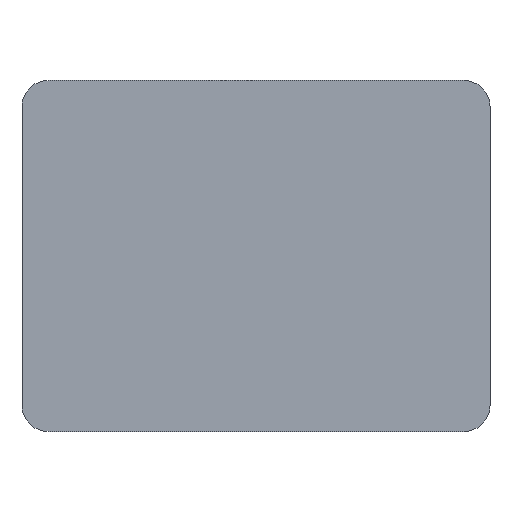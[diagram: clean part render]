
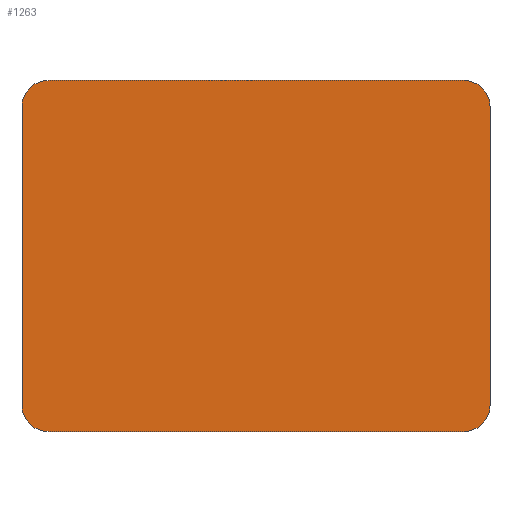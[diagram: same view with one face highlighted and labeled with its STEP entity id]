
A CAD part, front view. The second image highlights one B-rep face of the part: STEP entity #1263.
In plain terms, the highlighted planar face has unit normal (0, -1, 0).
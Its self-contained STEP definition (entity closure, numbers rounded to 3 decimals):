
#65 = CIRCLE ( 'NONE', #96, 2. ) ;
#68 = VECTOR ( 'NONE', #785, 1000. ) ;
#96 = AXIS2_PLACEMENT_3D ( 'NONE', #1354, #724, #606 ) ;
#113 = ORIENTED_EDGE ( 'NONE', *, *, #1502, .F. ) ;
#126 = DIRECTION ( 'NONE',  ( 0., 0., -1. ) ) ;
#133 = ORIENTED_EDGE ( 'NONE', *, *, #250, .T. ) ;
#157 = LINE ( 'NONE', #277, #68 ) ;
#172 = CARTESIAN_POINT ( 'NONE',  ( 16., 0., 11.5 ) ) ;
#188 = CARTESIAN_POINT ( 'NONE',  ( 16., 0., -13.5 ) ) ;
#246 = CARTESIAN_POINT ( 'NONE',  ( -18., 0., 13.5 ) ) ;
#250 = EDGE_CURVE ( 'NONE', #1255, #260, #65, .T. ) ;
#260 = VERTEX_POINT ( 'NONE', #700 ) ;
#277 = CARTESIAN_POINT ( 'NONE',  ( 18., 0., 13.5 ) ) ;
#328 = DIRECTION ( 'NONE',  ( 0., 0., -1. ) ) ;
#352 = DIRECTION ( 'NONE',  ( 0., -1., 0. ) ) ;
#359 = CARTESIAN_POINT ( 'NONE',  ( -16., 0., 11.5 ) ) ;
#424 = VERTEX_POINT ( 'NONE', #1376 ) ;
#452 = ORIENTED_EDGE ( 'NONE', *, *, #601, .T. ) ;
#468 = DIRECTION ( 'NONE',  ( 0., -1., 0. ) ) ;
#512 = CARTESIAN_POINT ( 'NONE',  ( -18., 0., -13.5 ) ) ;
#534 = ORIENTED_EDGE ( 'NONE', *, *, #1214, .F. ) ;
#552 = CARTESIAN_POINT ( 'NONE',  ( 18., 0., -11.5 ) ) ;
#576 = FACE_OUTER_BOUND ( 'NONE', #630, .T. ) ;
#580 = VECTOR ( 'NONE', #1581, 1000. ) ;
#601 = EDGE_CURVE ( 'NONE', #424, #671, #1128, .T. ) ;
#606 = DIRECTION ( 'NONE',  ( 0., 0., -1. ) ) ;
#630 = EDGE_LOOP ( 'NONE', ( #659, #1517, #1141, #133, #113, #1210, #534, #452 ) ) ;
#659 = ORIENTED_EDGE ( 'NONE', *, *, #1202, .F. ) ;
#671 = VERTEX_POINT ( 'NONE', #828 ) ;
#682 = DIRECTION ( 'NONE',  ( 0., -1., 0. ) ) ;
#686 = CARTESIAN_POINT ( 'NONE',  ( -18., 0., 13.5 ) ) ;
#700 = CARTESIAN_POINT ( 'NONE',  ( -16., 0., -13.5 ) ) ;
#724 = DIRECTION ( 'NONE',  ( 0., -1., 0. ) ) ;
#755 = VERTEX_POINT ( 'NONE', #552 ) ;
#765 = VERTEX_POINT ( 'NONE', #188 ) ;
#785 = DIRECTION ( 'NONE',  ( 0., 0., -1. ) ) ;
#789 = VECTOR ( 'NONE', #1125, 1000. ) ;
#822 = CARTESIAN_POINT ( 'NONE',  ( 0., 0., 0. ) ) ;
#828 = CARTESIAN_POINT ( 'NONE',  ( 16., 0., 13.5 ) ) ;
#859 = EDGE_CURVE ( 'NONE', #765, #755, #935, .T. ) ;
#935 = CIRCLE ( 'NONE', #1576, 2. ) ;
#953 = VECTOR ( 'NONE', #1134, 1000. ) ;
#957 = CARTESIAN_POINT ( 'NONE',  ( -18., 0., -11.5 ) ) ;
#982 = PLANE ( 'NONE',  #1243 ) ;
#1054 = LINE ( 'NONE', #686, #580 ) ;
#1114 = VERTEX_POINT ( 'NONE', #1291 ) ;
#1125 = DIRECTION ( 'NONE',  ( -1., 0., 0. ) ) ;
#1128 = CIRCLE ( 'NONE', #1206, 2. ) ;
#1131 = AXIS2_PLACEMENT_3D ( 'NONE', #359, #352, #126 ) ;
#1134 = DIRECTION ( 'NONE',  ( 0., 0., 1. ) ) ;
#1141 = ORIENTED_EDGE ( 'NONE', *, *, #1512, .F. ) ;
#1189 = DIRECTION ( 'NONE',  ( 0., 0., -1. ) ) ;
#1202 = EDGE_CURVE ( 'NONE', #1613, #671, #1054, .T. ) ;
#1206 = AXIS2_PLACEMENT_3D ( 'NONE', #172, #682, #1189 ) ;
#1208 = DIRECTION ( 'NONE',  ( 0., -1., 0. ) ) ;
#1210 = ORIENTED_EDGE ( 'NONE', *, *, #859, .T. ) ;
#1214 = EDGE_CURVE ( 'NONE', #424, #755, #157, .T. ) ;
#1243 = AXIS2_PLACEMENT_3D ( 'NONE', #822, #1208, #1491 ) ;
#1255 = VERTEX_POINT ( 'NONE', #957 ) ;
#1263 = ADVANCED_FACE ( 'NONE', ( #576 ), #982, .T. ) ;
#1272 = LINE ( 'NONE', #512, #789 ) ;
#1291 = CARTESIAN_POINT ( 'NONE',  ( -18., 0., 11.5 ) ) ;
#1354 = CARTESIAN_POINT ( 'NONE',  ( -16., 0., -11.5 ) ) ;
#1376 = CARTESIAN_POINT ( 'NONE',  ( 18., 0., 11.5 ) ) ;
#1402 = LINE ( 'NONE', #246, #953 ) ;
#1450 = EDGE_CURVE ( 'NONE', #1613, #1114, #1482, .T. ) ;
#1465 = CARTESIAN_POINT ( 'NONE',  ( 16., 0., -11.5 ) ) ;
#1482 = CIRCLE ( 'NONE', #1131, 2. ) ;
#1491 = DIRECTION ( 'NONE',  ( 0., 0., -1. ) ) ;
#1502 = EDGE_CURVE ( 'NONE', #765, #260, #1272, .T. ) ;
#1512 = EDGE_CURVE ( 'NONE', #1255, #1114, #1402, .T. ) ;
#1517 = ORIENTED_EDGE ( 'NONE', *, *, #1450, .T. ) ;
#1534 = CARTESIAN_POINT ( 'NONE',  ( -16., 0., 13.5 ) ) ;
#1576 = AXIS2_PLACEMENT_3D ( 'NONE', #1465, #468, #328 ) ;
#1581 = DIRECTION ( 'NONE',  ( 1., 0., 0. ) ) ;
#1613 = VERTEX_POINT ( 'NONE', #1534 ) ;
